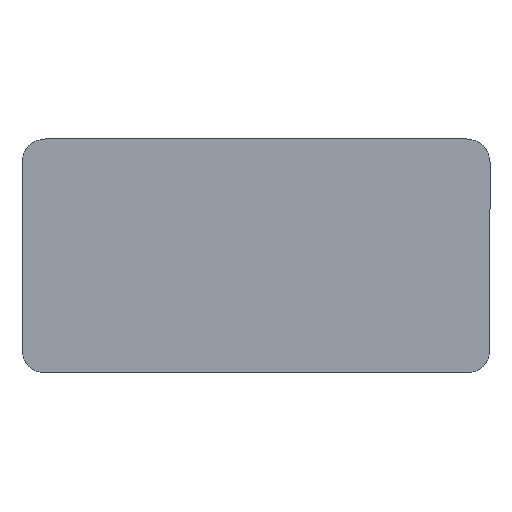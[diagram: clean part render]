
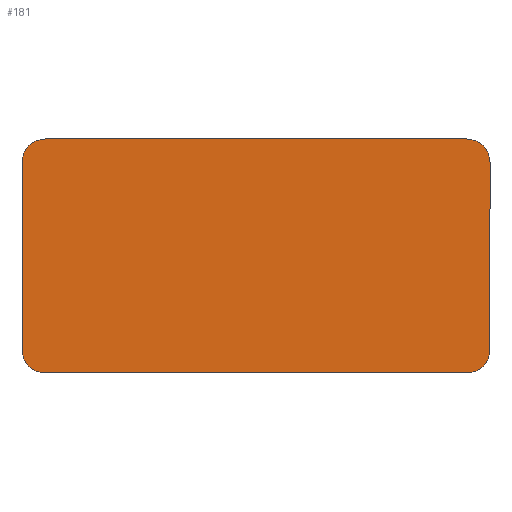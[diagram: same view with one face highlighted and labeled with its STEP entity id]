
A CAD part, front view. The second image highlights one B-rep face of the part: STEP entity #181.
In plain terms, the highlighted planar face has unit normal (0, -1, 0).
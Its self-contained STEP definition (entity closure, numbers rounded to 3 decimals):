
#1 = VERTEX_POINT ( 'NONE', #242 ) ;
#3 = EDGE_CURVE ( 'NONE', #232, #91, #65, .T. ) ;
#8 = CIRCLE ( 'NONE', #198, 2.5 ) ;
#12 = VECTOR ( 'NONE', #251, 1000. ) ;
#18 = CARTESIAN_POINT ( 'NONE',  ( 0., 0., 0. ) ) ;
#20 = EDGE_CURVE ( 'NONE', #229, #102, #172, .T. ) ;
#29 = ORIENTED_EDGE ( 'NONE', *, *, #296, .T. ) ;
#34 = CARTESIAN_POINT ( 'NONE',  ( 22.5, 0., 10. ) ) ;
#38 = DIRECTION ( 'NONE',  ( 0., 0., 1. ) ) ;
#46 = ORIENTED_EDGE ( 'NONE', *, *, #140, .T. ) ;
#49 = CARTESIAN_POINT ( 'NONE',  ( -25., 0., -12.5 ) ) ;
#52 = EDGE_CURVE ( 'NONE', #1, #147, #221, .T. ) ;
#53 = AXIS2_PLACEMENT_3D ( 'NONE', #18, #290, #224 ) ;
#58 = DIRECTION ( 'NONE',  ( 0., 0., 1. ) ) ;
#59 = CIRCLE ( 'NONE', #95, 2.5 ) ;
#65 = LINE ( 'NONE', #199, #214 ) ;
#73 = ORIENTED_EDGE ( 'NONE', *, *, #20, .F. ) ;
#82 = LINE ( 'NONE', #285, #105 ) ;
#83 = CARTESIAN_POINT ( 'NONE',  ( 22.5, 0., -12.5 ) ) ;
#91 = VERTEX_POINT ( 'NONE', #299 ) ;
#95 = AXIS2_PLACEMENT_3D ( 'NONE', #185, #286, #58 ) ;
#99 = VECTOR ( 'NONE', #218, 1000. ) ;
#102 = VERTEX_POINT ( 'NONE', #238 ) ;
#105 = VECTOR ( 'NONE', #132, 1000. ) ;
#110 = DIRECTION ( 'NONE',  ( 0., -1., 0. ) ) ;
#111 = FACE_OUTER_BOUND ( 'NONE', #327, .T. ) ;
#131 = AXIS2_PLACEMENT_3D ( 'NONE', #34, #110, #187 ) ;
#132 = DIRECTION ( 'NONE',  ( 0., 0., -1. ) ) ;
#140 = EDGE_CURVE ( 'NONE', #229, #156, #305, .T. ) ;
#147 = VERTEX_POINT ( 'NONE', #292 ) ;
#153 = ORIENTED_EDGE ( 'NONE', *, *, #255, .T. ) ;
#156 = VERTEX_POINT ( 'NONE', #273 ) ;
#163 = CARTESIAN_POINT ( 'NONE',  ( -22.5, 0., 10. ) ) ;
#172 = LINE ( 'NONE', #49, #99 ) ;
#173 = DIRECTION ( 'NONE',  ( 0., 0., 1. ) ) ;
#175 = CARTESIAN_POINT ( 'NONE',  ( -25., 0., -12.5 ) ) ;
#180 = ORIENTED_EDGE ( 'NONE', *, *, #209, .F. ) ;
#181 = ADVANCED_FACE ( 'NONE', ( #111 ), #247, .F. ) ;
#185 = CARTESIAN_POINT ( 'NONE',  ( -22.5, 0., -10. ) ) ;
#186 = CARTESIAN_POINT ( 'NONE',  ( 25., 0., 10. ) ) ;
#187 = DIRECTION ( 'NONE',  ( 0., 0., 1. ) ) ;
#188 = DIRECTION ( 'NONE',  ( 0., -1., 0. ) ) ;
#194 = CIRCLE ( 'NONE', #131, 2.5 ) ;
#198 = AXIS2_PLACEMENT_3D ( 'NONE', #163, #265, #38 ) ;
#199 = CARTESIAN_POINT ( 'NONE',  ( -25., 0., 12.5 ) ) ;
#209 = EDGE_CURVE ( 'NONE', #230, #156, #82, .T. ) ;
#214 = VECTOR ( 'NONE', #276, 1000. ) ;
#218 = DIRECTION ( 'NONE',  ( -1., 0., 0. ) ) ;
#221 = LINE ( 'NONE', #175, #12 ) ;
#224 = DIRECTION ( 'NONE',  ( 0., 0., 1. ) ) ;
#229 = VERTEX_POINT ( 'NONE', #83 ) ;
#230 = VERTEX_POINT ( 'NONE', #186 ) ;
#232 = VERTEX_POINT ( 'NONE', #314 ) ;
#238 = CARTESIAN_POINT ( 'NONE',  ( -22.5, 0., -12.5 ) ) ;
#242 = CARTESIAN_POINT ( 'NONE',  ( -25., 0., -10. ) ) ;
#246 = CARTESIAN_POINT ( 'NONE',  ( 22.5, 0., -10. ) ) ;
#247 = PLANE ( 'NONE',  #53 ) ;
#251 = DIRECTION ( 'NONE',  ( 0., 0., 1. ) ) ;
#255 = EDGE_CURVE ( 'NONE', #1, #102, #59, .T. ) ;
#265 = DIRECTION ( 'NONE',  ( 0., -1., 0. ) ) ;
#273 = CARTESIAN_POINT ( 'NONE',  ( 25., 0., -10. ) ) ;
#276 = DIRECTION ( 'NONE',  ( 1., 0., 0. ) ) ;
#277 = EDGE_CURVE ( 'NONE', #230, #91, #194, .T. ) ;
#278 = ORIENTED_EDGE ( 'NONE', *, *, #52, .F. ) ;
#279 = ORIENTED_EDGE ( 'NONE', *, *, #3, .F. ) ;
#280 = AXIS2_PLACEMENT_3D ( 'NONE', #246, #188, #173 ) ;
#285 = CARTESIAN_POINT ( 'NONE',  ( 25., 0., -12.5 ) ) ;
#286 = DIRECTION ( 'NONE',  ( 0., -1., 0. ) ) ;
#290 = DIRECTION ( 'NONE',  ( 0., 1., 0. ) ) ;
#292 = CARTESIAN_POINT ( 'NONE',  ( -25., 0., 10. ) ) ;
#296 = EDGE_CURVE ( 'NONE', #232, #147, #8, .T. ) ;
#298 = ORIENTED_EDGE ( 'NONE', *, *, #277, .T. ) ;
#299 = CARTESIAN_POINT ( 'NONE',  ( 22.5, 0., 12.5 ) ) ;
#305 = CIRCLE ( 'NONE', #280, 2.5 ) ;
#314 = CARTESIAN_POINT ( 'NONE',  ( -22.5, 0., 12.5 ) ) ;
#327 = EDGE_LOOP ( 'NONE', ( #278, #153, #73, #46, #180, #298, #279, #29 ) ) ;
